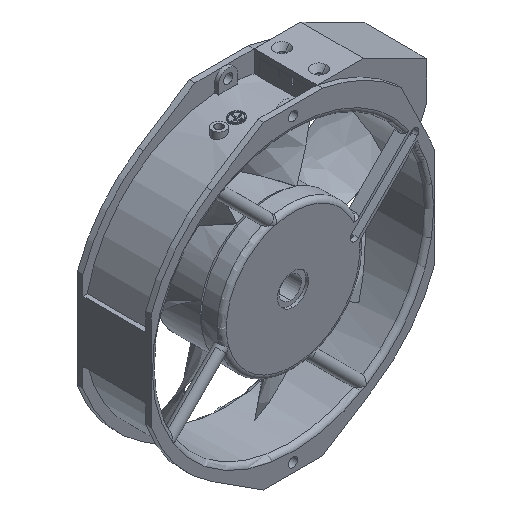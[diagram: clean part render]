
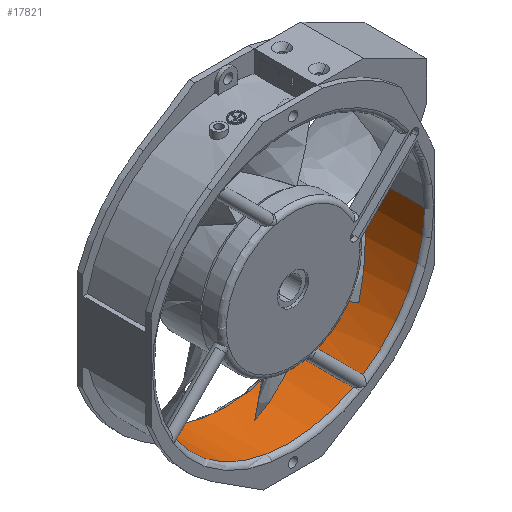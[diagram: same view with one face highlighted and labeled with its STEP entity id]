
A CAD part, isometric view. The second image highlights one B-rep face of the part: STEP entity #17821.
In plain terms, the highlighted cylindrical face has radius 73.5 mm (diameter 147 mm), a partial arc.
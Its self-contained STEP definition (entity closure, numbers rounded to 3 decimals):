
#5509=CARTESIAN_POINT('',(0.,36.5,0.));
#5510=DIRECTION('',(0.,1.,0.));
#5511=DIRECTION('',(0.,0.,-1.));
#5512=AXIS2_PLACEMENT_3D('',#5509,#5510,#5511);
#5514=CARTESIAN_POINT('',(0.,36.5,0.));
#5515=DIRECTION('',(0.,1.,0.));
#5516=DIRECTION('',(-0.001,0.,-1.));
#5517=AXIS2_PLACEMENT_3D('',#5514,#5515,#5516);
#5692=CARTESIAN_POINT('',(0.,36.5,0.));
#5693=DIRECTION('',(0.,1.,0.));
#5694=DIRECTION('',(1.,0.,0.));
#5695=AXIS2_PLACEMENT_3D('',#5692,#5693,#5694);
#5740=DIRECTION('',(0.,1.,0.));
#5741=VECTOR('',#5740,34.);
#5742=CARTESIAN_POINT('',(-73.5,2.5,0.));
#5743=LINE('',#5742,#5741);
#5744=CARTESIAN_POINT('',(40.241,3.,-61.505));
#5745=CARTESIAN_POINT('',(40.241,3.322,-61.505));
#5746=CARTESIAN_POINT('',(40.157,3.932,-61.561));
#5747=CARTESIAN_POINT('',(39.792,4.78,-61.797));
#5748=CARTESIAN_POINT('',(39.215,5.456,-62.166));
#5749=CARTESIAN_POINT('',(38.477,5.895,-62.626));
#5750=CARTESIAN_POINT('',(37.641,6.051,-63.133));
#5751=CARTESIAN_POINT('',(36.786,5.9,-63.634));
#5752=CARTESIAN_POINT('',(36.009,5.456,-64.077));
#5753=CARTESIAN_POINT('',(35.396,4.769,-64.416));
#5754=CARTESIAN_POINT('',(35.013,3.925,-64.625));
#5755=CARTESIAN_POINT('',(34.923,3.319,-64.673));
#5756=CARTESIAN_POINT('',(34.923,3.,-64.673));
#5758=CARTESIAN_POINT('',(-61.505,3.,-40.241));
#5759=CARTESIAN_POINT('',(-61.505,3.322,
-40.241));
#5760=CARTESIAN_POINT('',(-61.561,3.932,
-40.157));
#5761=CARTESIAN_POINT('',(-61.797,4.78,
-39.792));
#5762=CARTESIAN_POINT('',(-62.166,5.456,
-39.215));
#5763=CARTESIAN_POINT('',(-62.626,5.895,
-38.477));
#5764=CARTESIAN_POINT('',(-63.133,6.051,
-37.641));
#5765=CARTESIAN_POINT('',(-63.634,5.9,
-36.786));
#5766=CARTESIAN_POINT('',(-64.077,5.456,
-36.009));
#5767=CARTESIAN_POINT('',(-64.416,4.769,
-35.396));
#5768=CARTESIAN_POINT('',(-64.625,3.925,
-35.013));
#5769=CARTESIAN_POINT('',(-64.673,3.319,
-34.923));
#5770=CARTESIAN_POINT('',(-64.673,3.,-34.923));
#5777=CARTESIAN_POINT('',(0.,2.5,0.));
#5778=DIRECTION('',(0.,-1.,0.));
#5779=DIRECTION('',(-1.,0.,0.));
#5780=AXIS2_PLACEMENT_3D('',#5777,#5778,#5779);
#5855=DIRECTION('',(0.,1.,0.));
#5856=VECTOR('',#5855,34.);
#5857=CARTESIAN_POINT('',(73.5,2.5,0.));
#5858=LINE('',#5857,#5856);
#6019=CARTESIAN_POINT('',(0.,2.5,0.));
#6020=DIRECTION('',(0.,-1.,0.));
#6021=DIRECTION('',(0.547,0.,-0.837));
#6022=AXIS2_PLACEMENT_3D('',#6019,#6020,#6021);
#6024=CARTESIAN_POINT('',(0.,2.5,0.));
#6025=DIRECTION('',(0.,-1.,0.));
#6026=DIRECTION('',(1.,0.,-0.008));
#6027=AXIS2_PLACEMENT_3D('',#6024,#6025,#6026);
#6034=CARTESIAN_POINT('',(40.241,3.,-61.505));
#6035=CARTESIAN_POINT('',(40.241,2.944,-61.505));
#6036=CARTESIAN_POINT('',(40.238,2.833,-61.507));
#6037=CARTESIAN_POINT('',(40.226,2.666,-61.515));
#6038=CARTESIAN_POINT('',(40.213,2.555,-61.524));
#6039=CARTESIAN_POINT('',(40.205,2.5,-61.529));
#6051=CARTESIAN_POINT('',(34.962,2.5,-64.652));
#6052=CARTESIAN_POINT('',(34.953,2.555,-64.657));
#6053=CARTESIAN_POINT('',(34.939,2.666,-64.665));
#6054=CARTESIAN_POINT('',(34.926,2.833,-64.672));
#6055=CARTESIAN_POINT('',(34.923,2.944,-64.673));
#6056=CARTESIAN_POINT('',(34.923,3.,-64.673));
#6074=CARTESIAN_POINT('',(0.,2.5,0.));
#6075=DIRECTION('',(0.,-1.,0.));
#6076=DIRECTION('',(-0.837,0.,-0.547));
#6077=AXIS2_PLACEMENT_3D('',#6074,#6075,#6076);
#6089=CARTESIAN_POINT('',(-61.505,3.,-40.241));
#6090=CARTESIAN_POINT('',(-61.505,2.944,
-40.241));
#6091=CARTESIAN_POINT('',(-61.507,2.833,
-40.238));
#6092=CARTESIAN_POINT('',(-61.515,2.666,
-40.226));
#6093=CARTESIAN_POINT('',(-61.524,2.555,
-40.213));
#6094=CARTESIAN_POINT('',(-61.529,2.5,
-40.205));
#6106=CARTESIAN_POINT('',(-64.652,2.5,
-34.962));
#6107=CARTESIAN_POINT('',(-64.657,2.555,
-34.953));
#6108=CARTESIAN_POINT('',(-64.665,2.666,
-34.939));
#6109=CARTESIAN_POINT('',(-64.672,2.833,
-34.926));
#6110=CARTESIAN_POINT('',(-64.673,2.944,
-34.923));
#6111=CARTESIAN_POINT('',(-64.673,3.,-34.923));
#8180=CARTESIAN_POINT('',(73.5,2.5,0.));
#8181=VERTEX_POINT('',#8180);
#8182=CARTESIAN_POINT('',(73.5,36.5,0.));
#8183=VERTEX_POINT('',#8182);
#8184=CARTESIAN_POINT('',(-73.5,36.5,0.));
#8186=VERTEX_POINT('',#8184);
#8188=CARTESIAN_POINT('',(-73.5,2.5,0.));
#8189=VERTEX_POINT('',#8188);
#8204=CARTESIAN_POINT('',(-64.652,2.5,-34.962));
#8205=VERTEX_POINT('',#8204);
#8209=CARTESIAN_POINT('',(0.,36.5,-73.5));
#8210=CARTESIAN_POINT('',(-0.069,36.5,-73.5));
#8211=VERTEX_POINT('',#8209);
#8212=VERTEX_POINT('',#8210);
#8213=CARTESIAN_POINT('',(73.498,2.5,-0.554));
#8214=VERTEX_POINT('',#8213);
#8215=CARTESIAN_POINT('',(40.205,2.5,-61.529));
#8216=VERTEX_POINT('',#8215);
#8217=VERTEX_POINT('',#6034);
#8218=VERTEX_POINT('',#5756);
#8219=VERTEX_POINT('',#6051);
#8220=CARTESIAN_POINT('',(-61.529,2.5,-40.205));
#8221=VERTEX_POINT('',#8220);
#8222=VERTEX_POINT('',#6089);
#8223=VERTEX_POINT('',#5770);
#17787=CARTESIAN_POINT('',(0.,40.,0.));
#17788=DIRECTION('',(0.,1.,0.));
#17789=DIRECTION('',(1.,0.,0.));
#17790=AXIS2_PLACEMENT_3D('',#17787,#17788,#17789);
#17791=CYLINDRICAL_SURFACE('',#17790,73.5);
#17793=ORIENTED_EDGE('',*,*,#17792,.F.);
#17795=ORIENTED_EDGE('',*,*,#17794,.T.);
#17796=ORIENTED_EDGE('',*,*,#17487,.F.);
#17797=ORIENTED_EDGE('',*,*,#17485,.F.);
#17798=ORIENTED_EDGE('',*,*,#17690,.F.);
#17800=ORIENTED_EDGE('',*,*,#17799,.F.);
#17802=ORIENTED_EDGE('',*,*,#17801,.F.);
#17804=ORIENTED_EDGE('',*,*,#17803,.F.);
#17806=ORIENTED_EDGE('',*,*,#17805,.F.);
#17808=ORIENTED_EDGE('',*,*,#17807,.T.);
#17810=ORIENTED_EDGE('',*,*,#17809,.F.);
#17812=ORIENTED_EDGE('',*,*,#17811,.F.);
#17814=ORIENTED_EDGE('',*,*,#17813,.F.);
#17816=ORIENTED_EDGE('',*,*,#17815,.T.);
#17818=ORIENTED_EDGE('',*,*,#17817,.F.);
#17819=EDGE_LOOP('',(#17793,#17795,#17796,#17797,#17798,#17800,#17802,#17804,
#17806,#17808,#17810,#17812,#17814,#17816,#17818));
#17820=FACE_OUTER_BOUND('',#17819,.F.);
#17821=ADVANCED_FACE('',(#17820),#17791,.F.);
#5513=CIRCLE('',#5512,73.5);
#5518=CIRCLE('',#5517,73.5);
#5696=CIRCLE('',#5695,73.5);
#5757=B_SPLINE_CURVE_WITH_KNOTS('',3,(#5744,#5745,#5746,#5747,#5748,#5749,#5750,
#5751,#5752,#5753,#5754,#5755,#5756),.UNSPECIFIED.,.F.,.F.,(4,1,1,1,1,1,1,1,1,1,
4),(0.,0.1,0.2,0.3,0.4,0.5,0.6,0.7,0.8,0.9,1.),
.UNSPECIFIED.);
#5771=B_SPLINE_CURVE_WITH_KNOTS('',3,(#5758,#5759,#5760,#5761,#5762,#5763,#5764,
#5765,#5766,#5767,#5768,#5769,#5770),.UNSPECIFIED.,.F.,.F.,(4,1,1,1,1,1,1,1,1,1,
4),(0.,0.1,0.2,0.3,0.4,0.5,0.6,0.7,0.8,0.9,1.),
.UNSPECIFIED.);
#5781=CIRCLE('',#5780,73.5);
#6023=CIRCLE('',#6022,73.5);
#6028=CIRCLE('',#6027,73.5);
#6040=B_SPLINE_CURVE_WITH_KNOTS('',3,(#6034,#6035,#6036,#6037,#6038,#6039),
.UNSPECIFIED.,.F.,.F.,(4,1,1,4),(0.,0.333,0.667,1.),
.UNSPECIFIED.);
#6057=B_SPLINE_CURVE_WITH_KNOTS('',3,(#6051,#6052,#6053,#6054,#6055,#6056),
.UNSPECIFIED.,.F.,.F.,(4,1,1,4),(0.,0.333,0.667,1.),
.UNSPECIFIED.);
#6078=CIRCLE('',#6077,73.5);
#6095=B_SPLINE_CURVE_WITH_KNOTS('',3,(#6089,#6090,#6091,#6092,#6093,#6094),
.UNSPECIFIED.,.F.,.F.,(4,1,1,4),(0.,0.333,0.667,1.),
.UNSPECIFIED.);
#6112=B_SPLINE_CURVE_WITH_KNOTS('',3,(#6106,#6107,#6108,#6109,#6110,#6111),
.UNSPECIFIED.,.F.,.F.,(4,1,1,4),(0.,0.333,0.667,1.),
.UNSPECIFIED.);
#17485=EDGE_CURVE('',#8211,#8212,#5513,.T.);
#17487=EDGE_CURVE('',#8212,#8186,#5518,.T.);
#17690=EDGE_CURVE('',#8183,#8211,#5696,.T.);
#17792=EDGE_CURVE('',#8189,#8205,#5781,.T.);
#17794=EDGE_CURVE('',#8189,#8186,#5743,.T.);
#17799=EDGE_CURVE('',#8181,#8183,#5858,.T.);
#17801=EDGE_CURVE('',#8214,#8181,#6028,.T.);
#17803=EDGE_CURVE('',#8216,#8214,#6023,.T.);
#17805=EDGE_CURVE('',#8217,#8216,#6040,.T.);
#17807=EDGE_CURVE('',#8217,#8218,#5757,.T.);
#17809=EDGE_CURVE('',#8219,#8218,#6057,.T.);
#17811=EDGE_CURVE('',#8221,#8219,#6078,.T.);
#17813=EDGE_CURVE('',#8222,#8221,#6095,.T.);
#17815=EDGE_CURVE('',#8222,#8223,#5771,.T.);
#17817=EDGE_CURVE('',#8205,#8223,#6112,.T.);
